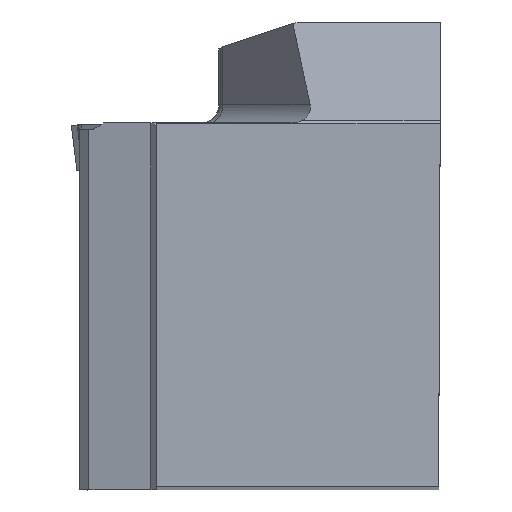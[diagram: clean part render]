
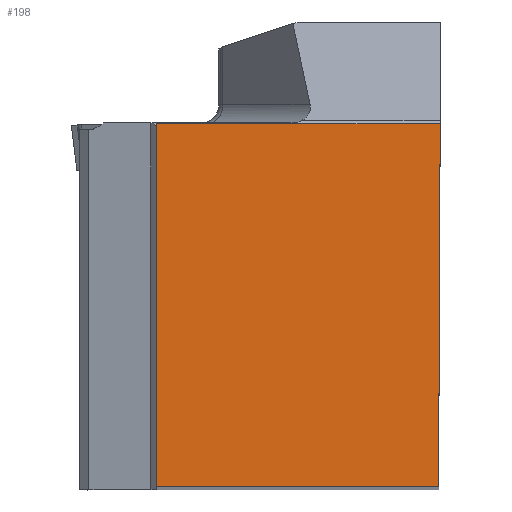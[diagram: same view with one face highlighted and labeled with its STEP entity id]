
A CAD part, top view. The second image highlights one B-rep face of the part: STEP entity #198.
In plain terms, the highlighted planar face has unit normal (0, 0, 1).
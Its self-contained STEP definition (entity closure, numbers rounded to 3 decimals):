
#145=FACE_OUTER_BOUND('',#482,.T.);
#198=ADVANCED_FACE('BLANK_BOXF006',(#145),#236,.F.);
#236=PLANE('',#1142);
#294=LINE('',#1681,#377);
#309=LINE('',#1748,#392);
#310=LINE('',#1750,#393);
#311=LINE('',#1752,#394);
#377=VECTOR('',#1311,1.);
#392=VECTOR('',#1376,1.);
#393=VECTOR('',#1377,1.);
#394=VECTOR('',#1378,1.);
#482=EDGE_LOOP('',(#650,#651,#652,#653));
#650=ORIENTED_EDGE('',*,*,#940,.F.);
#651=ORIENTED_EDGE('',*,*,#912,.F.);
#652=ORIENTED_EDGE('',*,*,#941,.F.);
#653=ORIENTED_EDGE('',*,*,#942,.F.);
#814=VERTEX_POINT('',#1680);
#815=VERTEX_POINT('',#1682);
#831=VERTEX_POINT('',#1749);
#832=VERTEX_POINT('',#1751);
#912=EDGE_CURVE('',#814,#815,#294,.T.);
#940=EDGE_CURVE('',#815,#831,#309,.T.);
#941=EDGE_CURVE('',#832,#814,#310,.T.);
#942=EDGE_CURVE('',#831,#832,#311,.T.);
#1142=AXIS2_PLACEMENT_3D('',#1753,#1379,#1380);
#1311=DIRECTION('',(-1.,0.,0.));
#1376=DIRECTION('',(0.,1.,0.));
#1377=DIRECTION('',(-0.004,-1.,0.));
#1378=DIRECTION('',(1.,0.,0.));
#1379=DIRECTION('',(0.,0.,-1.));
#1380=DIRECTION('',(-1.,0.,0.));
#1680=CARTESIAN_POINT('',(-0.139,0.,0.));
#1681=CARTESIAN_POINT('',(182.35,0.,0.));
#1682=CARTESIAN_POINT('',(-24.875,0.,0.));
#1748=CARTESIAN_POINT('',(-24.875,-182.35,0.));
#1749=CARTESIAN_POINT('',(-24.875,31.85,0.));
#1750=CARTESIAN_POINT('',(0.657,182.348,0.));
#1751=CARTESIAN_POINT('',(0.,31.85,0.));
#1752=CARTESIAN_POINT('',(-182.35,31.85,0.));
#1753=CARTESIAN_POINT('',(-43.35,-5.,0.));
